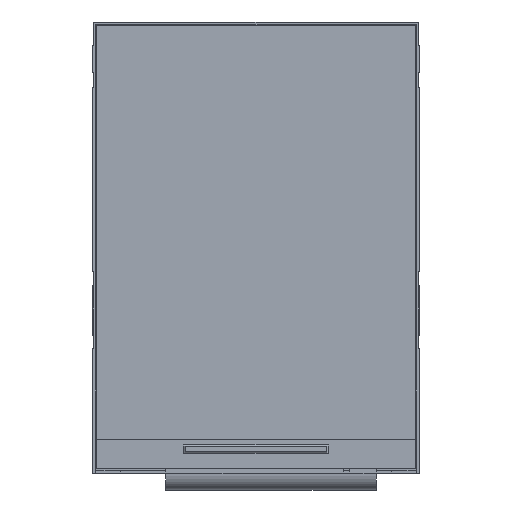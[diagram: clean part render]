
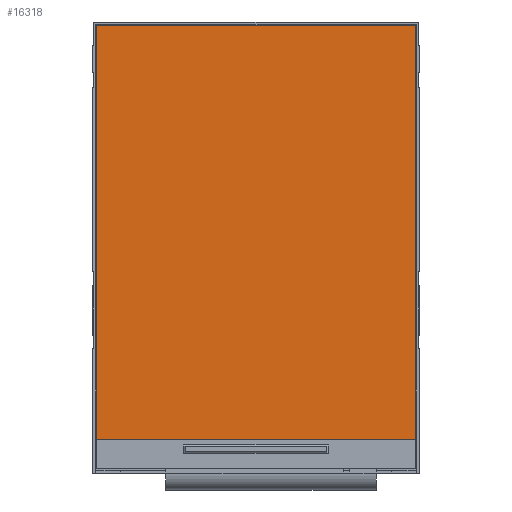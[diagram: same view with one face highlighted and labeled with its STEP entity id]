
A CAD part, top view. The second image highlights one B-rep face of the part: STEP entity #16318.
In plain terms, the highlighted planar face has unit normal (0, 0, 1).
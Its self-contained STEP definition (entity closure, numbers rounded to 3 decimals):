
#4143=ORIENTED_EDGE('',*,*,#5792,.F.);
#4144=ORIENTED_EDGE('',*,*,#5801,.F.);
#4145=ORIENTED_EDGE('',*,*,#5798,.F.);
#4146=ORIENTED_EDGE('',*,*,#5795,.F.);
#5792=EDGE_CURVE('',#6904,#6905,#7853,.T.);
#5795=EDGE_CURVE('',#6905,#6907,#7856,.T.);
#5798=EDGE_CURVE('',#6907,#6909,#7859,.T.);
#5801=EDGE_CURVE('',#6909,#6904,#7862,.T.);
#6904=VERTEX_POINT('',#27973);
#6905=VERTEX_POINT('',#27975);
#6907=VERTEX_POINT('',#27981);
#6909=VERTEX_POINT('',#27987);
#7853=LINE('',#27974,#8806);
#7856=LINE('',#27980,#8809);
#7859=LINE('',#27986,#8812);
#7862=LINE('',#27991,#8815);
#8806=VECTOR('',#19080,1000.);
#8809=VECTOR('',#19085,1000.);
#8812=VECTOR('',#19090,1000.);
#8815=VECTOR('',#19095,1000.);
#9591=EDGE_LOOP('',(#4143,#4144,#4145,#4146));
#10368=FACE_BOUND('',#9591,.T.);
#10947=PLANE('',#16946);
#16318=ADVANCED_FACE('',(#10368),#10947,.F.);
#16946=AXIS2_PLACEMENT_3D('',#27992,#19096,#19097);
#19080=DIRECTION('',(0.,1.,0.));
#19085=DIRECTION('',(1.,0.,0.));
#19090=DIRECTION('',(0.,-1.,0.));
#19095=DIRECTION('',(-1.,0.,0.));
#19096=DIRECTION('',(0.,0.,-1.));
#19097=DIRECTION('',(-1.,0.,0.));
#27973=CARTESIAN_POINT('',(-16.942,3.505,2.273));
#27974=CARTESIAN_POINT('',(-16.942,3.505,2.273));
#27975=CARTESIAN_POINT('',(-16.942,47.447,2.273));
#27980=CARTESIAN_POINT('',(-16.942,47.447,2.273));
#27981=CARTESIAN_POINT('',(16.942,47.447,2.273));
#27986=CARTESIAN_POINT('',(16.942,47.447,2.273));
#27987=CARTESIAN_POINT('',(16.942,3.505,2.273));
#27991=CARTESIAN_POINT('',(16.942,3.505,2.273));
#27992=CARTESIAN_POINT('',(0.,0.,2.273));
